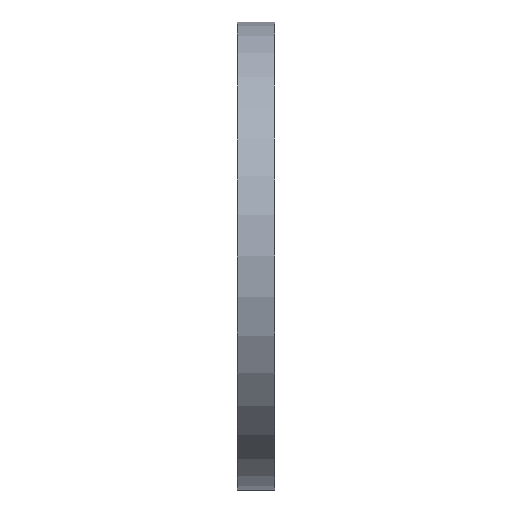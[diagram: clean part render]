
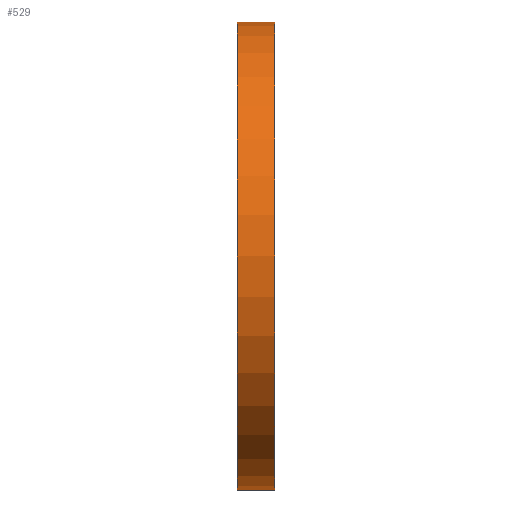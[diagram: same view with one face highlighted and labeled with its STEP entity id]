
A CAD part, front view. The second image highlights one B-rep face of the part: STEP entity #529.
In plain terms, the highlighted cylindrical face has radius 265 mm (diameter 530 mm), a partial arc.
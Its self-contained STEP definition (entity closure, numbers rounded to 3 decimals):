
#253 = VERTEX_POINT( '', #707 );
#421 = VERTEX_POINT( '', #907 );
#471 = EDGE_CURVE( '', #615, #421, #965, .T. );
#477 = EDGE_CURVE( '', #253, #661, #971, .T. );
#519 = EDGE_CURVE( '', #421, #253, #1017, .T. );
#529 = ADVANCED_FACE( '', ( #1028 ), #1029, .T. );
#605 = EDGE_CURVE( '', #661, #615, #1127, .T. );
#615 = VERTEX_POINT( '', #1138 );
#661 = VERTEX_POINT( '', #1187 );
#707 = CARTESIAN_POINT( '', ( 0., 0., 265. ) );
#907 = CARTESIAN_POINT( '', ( 42., 0., 265. ) );
#965 = CIRCLE( '', #1554, 265. );
#971 = CIRCLE( '', #1561, 265. );
#1017 = LINE( '', #1627, #1628 );
#1028 = FACE_OUTER_BOUND( '', #1641, .T. );
#1029 = CYLINDRICAL_SURFACE( '', #1642, 265. );
#1127 = LINE( '', #1760, #1761 );
#1138 = CARTESIAN_POINT( '', ( 42., 0., -265. ) );
#1187 = CARTESIAN_POINT( '', ( 0., 0., -265. ) );
#1554 = AXIS2_PLACEMENT_3D( '', #2228, #2229, #2230 );
#1561 = AXIS2_PLACEMENT_3D( '', #2231, #2232, #2233 );
#1627 = CARTESIAN_POINT( '', ( 0., 0., 265. ) );
#1628 = VECTOR( '', #2288, 1. );
#1641 = EDGE_LOOP( '', ( #2299, #2300, #2301, #2302 ) );
#1642 = AXIS2_PLACEMENT_3D( '', #2303, #2304, #2305 );
#1760 = CARTESIAN_POINT( '', ( 0., 0., -265. ) );
#1761 = VECTOR( '', #2409, 1. );
#2228 = CARTESIAN_POINT( '', ( 42., 0., 0. ) );
#2229 = DIRECTION( '', ( -1., 0., 0. ) );
#2230 = DIRECTION( '', ( 0., 0., -1. ) );
#2231 = CARTESIAN_POINT( '', ( 0., 0., 0. ) );
#2232 = DIRECTION( '', ( 1., 0., 0. ) );
#2233 = DIRECTION( '', ( 0., 0., -1. ) );
#2288 = DIRECTION( '', ( -1., 0., 0. ) );
#2299 = ORIENTED_EDGE( '', *, *, #605, .T. );
#2300 = ORIENTED_EDGE( '', *, *, #471, .T. );
#2301 = ORIENTED_EDGE( '', *, *, #519, .T. );
#2302 = ORIENTED_EDGE( '', *, *, #477, .T. );
#2303 = CARTESIAN_POINT( '', ( 0., 0., 0. ) );
#2304 = DIRECTION( '', ( -1., 0., 0. ) );
#2305 = DIRECTION( '', ( 0., 0., -1. ) );
#2409 = DIRECTION( '', ( 1., 0., 0. ) );
